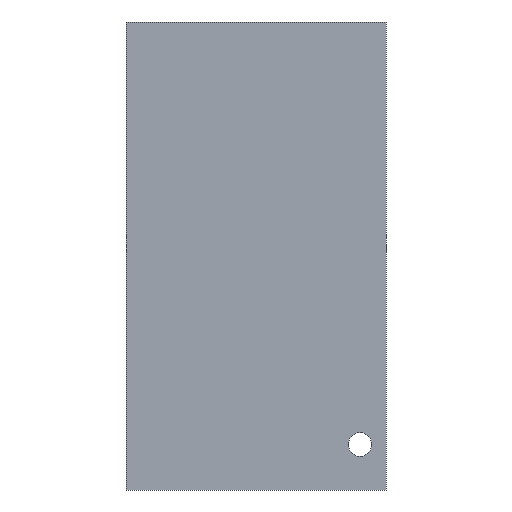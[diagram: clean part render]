
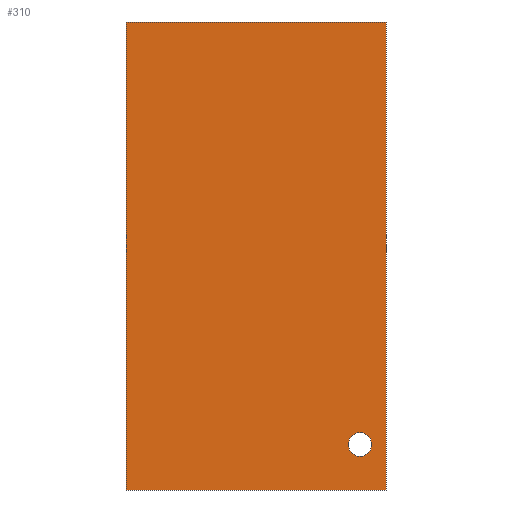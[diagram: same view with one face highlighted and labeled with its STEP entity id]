
A CAD part, front view. The second image highlights one B-rep face of the part: STEP entity #310.
In plain terms, the highlighted planar face has unit normal (0, -1, 0).
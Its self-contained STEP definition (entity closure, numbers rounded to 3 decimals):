
#15=FACE_BOUND('',#39,.T.);
#19=CIRCLE('',#342,0.45);
#21=FACE_OUTER_BOUND('',#38,.T.);
#38=EDGE_LOOP('',(#198,#199,#200,#201));
#39=EDGE_LOOP('',(#202));
#59=LINE('',#441,#96);
#60=LINE('',#443,#97);
#61=LINE('',#445,#98);
#62=LINE('',#446,#99);
#96=VECTOR('',#364,10.);
#97=VECTOR('',#365,18.);
#98=VECTOR('',#366,10.);
#99=VECTOR('',#367,18.);
#133=VERTEX_POINT('',#439);
#134=VERTEX_POINT('',#440);
#135=VERTEX_POINT('',#442);
#136=VERTEX_POINT('',#444);
#137=VERTEX_POINT('',#447);
#159=EDGE_CURVE('',#133,#134,#59,.T.);
#160=EDGE_CURVE('',#135,#133,#60,.T.);
#161=EDGE_CURVE('',#136,#135,#61,.T.);
#162=EDGE_CURVE('',#134,#136,#62,.T.);
#163=EDGE_CURVE('',#137,#137,#19,.T.);
#198=ORIENTED_EDGE('',*,*,#159,.F.);
#199=ORIENTED_EDGE('',*,*,#160,.F.);
#200=ORIENTED_EDGE('',*,*,#161,.F.);
#201=ORIENTED_EDGE('',*,*,#162,.F.);
#202=ORIENTED_EDGE('',*,*,#163,.F.);
#276=PLANE('',#341);
#310=ADVANCED_FACE('',(#21,#15),#276,.F.);
#341=AXIS2_PLACEMENT_3D('',#438,#362,#363);
#342=AXIS2_PLACEMENT_3D('',#448,#368,#369);
#362=DIRECTION('center_axis',(0.,1.,0.));
#363=DIRECTION('ref_axis',(1.,0.,0.));
#364=DIRECTION('',(1.,0.,0.));
#365=DIRECTION('',(0.,0.,1.));
#366=DIRECTION('',(-1.,0.,0.));
#367=DIRECTION('',(0.,0.,-1.));
#368=DIRECTION('center_axis',(0.,-1.,0.));
#369=DIRECTION('ref_axis',(1.,0.,0.));
#438=CARTESIAN_POINT('Origin',(0.,0.,0.));
#439=CARTESIAN_POINT('',(-5.,0.,9.));
#440=CARTESIAN_POINT('',(5.,0.,9.));
#441=CARTESIAN_POINT('',(-5.,0.,9.));
#442=CARTESIAN_POINT('',(-5.,0.,-9.));
#443=CARTESIAN_POINT('',(-5.,0.,-9.));
#444=CARTESIAN_POINT('',(5.,0.,-9.));
#445=CARTESIAN_POINT('',(5.,0.,-9.));
#446=CARTESIAN_POINT('',(5.,0.,9.));
#447=CARTESIAN_POINT('',(3.55,0.,-7.25));
#448=CARTESIAN_POINT('Origin',(4.,0.,-7.25));
